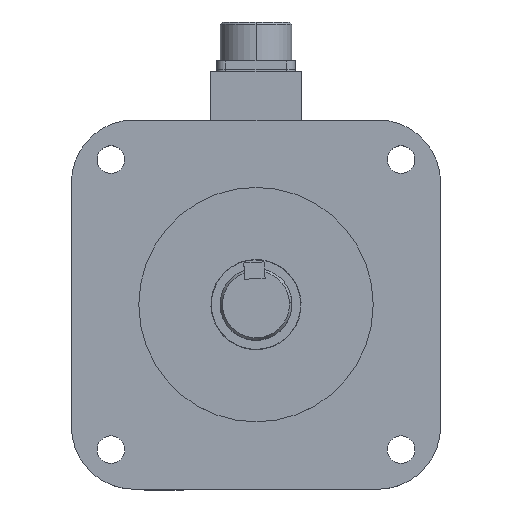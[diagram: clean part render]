
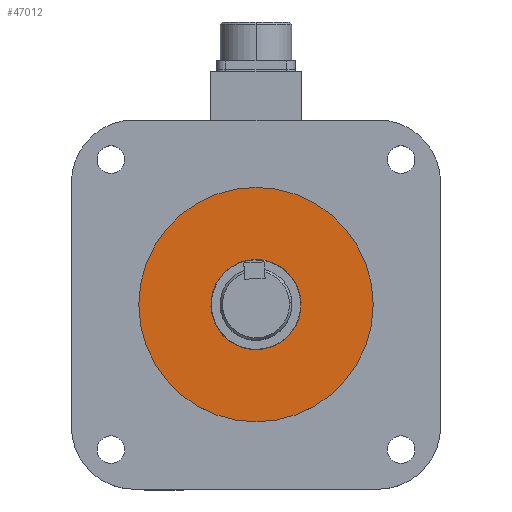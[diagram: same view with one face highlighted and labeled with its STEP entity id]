
A CAD part, top view. The second image highlights one B-rep face of the part: STEP entity #47012.
In plain terms, the highlighted planar face has unit normal (0, 0, 1).
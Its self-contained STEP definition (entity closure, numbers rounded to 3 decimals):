
#1672 = CARTESIAN_POINT ( 'NONE',  ( 0., 0., 21.2 ) ) ;
#2001 = DIRECTION ( 'NONE',  ( 1., 0., 0. ) ) ;
#5331 = DIRECTION ( 'NONE',  ( 1., 0., 0. ) ) ;
#5920 = ORIENTED_EDGE ( 'NONE', *, *, #29817, .T. ) ;
#5968 = DIRECTION ( 'NONE',  ( 0., 0., 1. ) ) ;
#7297 = ORIENTED_EDGE ( 'NONE', *, *, #16266, .T. ) ;
#7753 = VERTEX_POINT ( 'NONE', #40567 ) ;
#8484 = CARTESIAN_POINT ( 'NONE',  ( -57.15, 0., 21.2 ) ) ;
#11843 = EDGE_LOOP ( 'NONE', ( #5920, #7297 ) ) ;
#13060 = PLANE ( 'NONE',  #33215 ) ;
#16266 = EDGE_CURVE ( 'NONE', #7753, #31278, #41464, .T. ) ;
#23680 = DIRECTION ( 'NONE',  ( 0., 0., 1. ) ) ;
#27009 = DIRECTION ( 'NONE',  ( 0., 0., 1. ) ) ;
#27647 = CARTESIAN_POINT ( 'NONE',  ( 0., 0., 21.2 ) ) ;
#29817 = EDGE_CURVE ( 'NONE', #31278, #7753, #31583, .T. ) ;
#31265 = DIRECTION ( 'NONE',  ( 1., 0., 0. ) ) ;
#31278 = VERTEX_POINT ( 'NONE', #8484 ) ;
#31583 = CIRCLE ( 'NONE', #41068, 57.15 ) ;
#32620 = AXIS2_PLACEMENT_3D ( 'NONE', #1672, #27009, #5331 ) ;
#33215 = AXIS2_PLACEMENT_3D ( 'NONE', #27647, #5968, #31265 ) ;
#40567 = CARTESIAN_POINT ( 'NONE',  ( 57.15, 0., 21.2 ) ) ;
#41068 = AXIS2_PLACEMENT_3D ( 'NONE', #45376, #23680, #2001 ) ;
#41464 = CIRCLE ( 'NONE', #32620, 57.15 ) ;
#44983 = FACE_OUTER_BOUND ( 'NONE', #11843, .T. ) ;
#45376 = CARTESIAN_POINT ( 'NONE',  ( 0., 0., 21.2 ) ) ;
#47012 = ADVANCED_FACE ( 'NONE', ( #44983 ), #13060, .T. ) ;
